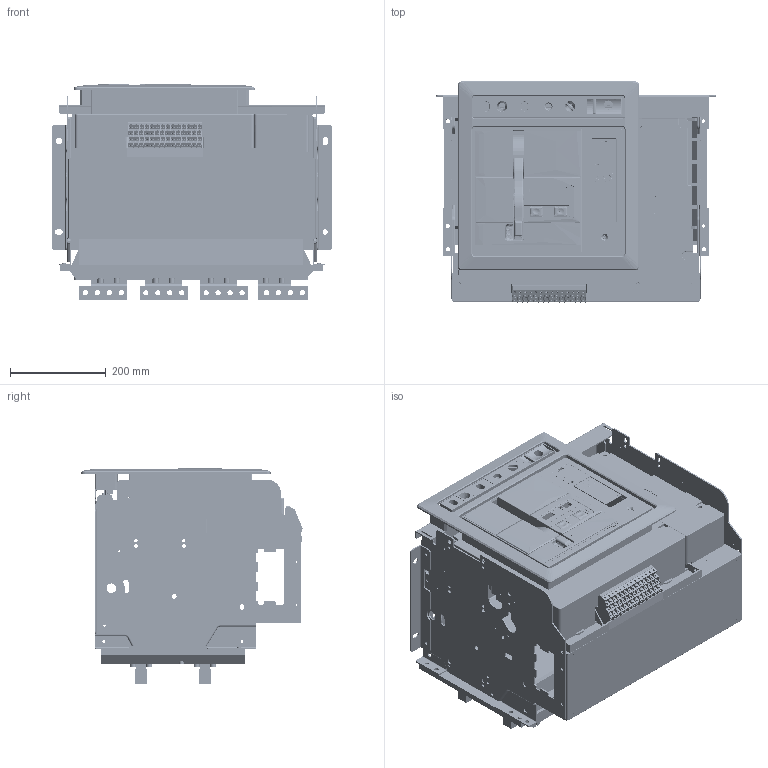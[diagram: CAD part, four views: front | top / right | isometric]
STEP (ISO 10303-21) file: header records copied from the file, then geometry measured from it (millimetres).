
FILE_DESCRIPTION((''),'2;1');
FILE_NAME('NA8-4000_3200A-4000004_ASM','2024-09-06T13:40:49',('zyul'),(''),'CREO PARAMETRIC BY PTC INC, 2020044','CREO PARAMETRIC BY PTC INC, 2020044','');
FILE_SCHEMA(('CONFIG_CONTROL_DESIGN','SHAPE_APPEARANCE_LAYERS_GROUPS'));
Products named in the file (43): 8050A0306127_13_1_1_1_1_2; 8050A0306120_2_1_1_1_1_2_3; 8050A0306121_3_1_1_1_1_2_3; 8300A0304004_9_1_1_1_1_2; 40-4P-DIBAN02_2_1_1_1_1_2; 8ZTD-300-536_96_1_1_1_1_2_3; 8580A0412010_8_1_1_1; 8580A0412011_11_1_1_1; 8580A0412009_11_1_1_1; 8ZTD-060-207_3_1_1_1_1_2; 8ZTD-005-643_2_1_1_1_1_2; 8ZTD-253-779_3_1_1_1_1_2_3; 8ZTD-253-780_3_1_1_1_1_2_3; 8ZTD-253-782_2_1_1_1_1_2_3; 8ZTD-235-048_4_1_1_1_1_2_3; 8ZTD-227-004_2_1_1_1_1_2_3; 8-040-432_26_1_1_1_1_2_3; 8-004-030_98_1_1_1_1_2_3; 8-320-094_19_1_1_1_1_2; 8-860-KZQ_3_1_1_1_1_2; 8ZTD-253-577_5_1_1_1_1_2; 8ZTD-024-837_1_1_1_1_1_2; 8ZTD-557-514_1_1_1_1_1_2; 8ZTD-557-515_1_1_1_1_1_2; 8ZTD-557-516_1_1_1_1_1_2; 8ZTD-557-517_1_1_1_1_1_2; M3_GB6170_1_1_1_1_1_2; M3X8_GB818_1_1_1_1_1_2; 8ZTD-141-185_1_1_1_1_1_2; 8ZTD-141-184_1_1_1_1_1_2; 5ZTD-558-712_ASM_11_ASM_1_ASM_3_ASM; 8ZTD-860-699_1_1_1_1_1_2; 8ZTD-064-136_10_1_1_1_1_2_3; 5ZTD-558-695-4000_ASM_2_ASM_1_2_ASM; NA8-4000-4000-4P-DO_ASM_10_AS_3_ASM; 8ZTD_320_134_1_1_1_1_2; NA8-4000H-4000-D-4P_ASM_1_ASM_3_ASM; NA8-4000H-4000-D-4P_MENKUANG__2_ASM; SP110064_1_1_2_3; NA8-4000-4000-3200-D-4P-HORIZ_2_ASM ...
Assembly tree (97 placements, depth 8):
  NA8-4000_3200A-4000004_ASM
    NA8-4000-4000-3200-D-4P-HORIZ_2_ASM
      NA8-4000H-4000-D-4P_MENKUANG__2_ASM
        NA8-4000H-4000-D-4P_ASM_1_ASM_3_ASM
          NA8-4000-4000-4P-DO_ASM_10_AS_3_ASM
            8050A0306127_13_1_1_1_1_2
            8050A0306120_2_1_1_1_1_2_3
            8050A0306121_3_1_1_1_1_2_3
            8300A0304004_9_1_1_1_1_2
            40-4P-DIBAN02_2_1_1_1_1_2
            8ZTD-300-536_96_1_1_1_1_2_3
            8580A0412010_8_1_1_1  x2
            8580A0412011_11_1_1_1  x4
            8580A0412009_11_1_1_1  x2
            8ZTD-060-207_3_1_1_1_1_2
            8ZTD-005-643_2_1_1_1_1_2
            8ZTD-253-779_3_1_1_1_1_2_3
            8ZTD-253-780_3_1_1_1_1_2_3
            8ZTD-253-782_2_1_1_1_1_2_3
            8ZTD-235-048_4_1_1_1_1_2_3
            8ZTD-227-004_2_1_1_1_1_2_3
            8-040-432_26_1_1_1_1_2_3
            8-004-030_98_1_1_1_1_2_3
            8-320-094_19_1_1_1_1_2
            8-860-KZQ_3_1_1_1_1_2
            8ZTD-253-577_5_1_1_1_1_2
            5ZTD-558-695-4000_ASM_2_ASM_1_2_ASM
              5ZTD-558-712_ASM_11_ASM_1_ASM_3_ASM  x14
                8ZTD-024-837_1_1_1_1_1_2
                8ZTD-557-514_1_1_1_1_1_2
                8ZTD-557-515_1_1_1_1_1_2
                8ZTD-557-516_1_1_1_1_1_2
                8ZTD-557-517_1_1_1_1_1_2
                M3_GB6170_1_1_1_1_1_2
                M3X8_GB818_1_1_1_1_1_2
                8ZTD-141-185_1_1_1_1_1_2
                8ZTD-141-184_1_1_1_1_1_2
              8ZTD-860-699_1_1_1_1_1_2
              8ZTD-064-136_10_1_1_1_1_2_3
          8ZTD_320_134_1_1_1_1_2
      SP110064_1_1_2_3  x32
    PRT0007
    PRT0008
Bounding box: 584 x 462.03 x 449.2 mm (x, y, z)
Volume: 16185071.2 mm3; surface area: 4327702.3 mm2
Topology: 240 solids, 389 shells, 24048 faces, 64669 edges, 42083 vertices
Faces by surface type: plane 16118, cylinder 4681, cone 1426, bspline 996, torus 446, extrusion 251, sphere 130
Entity records: 394376 total; most frequent: CARTESIAN_POINT 104389, ORIENTED_EDGE 50659, DIRECTION 47024, EDGE_CURVE 25460, VECTOR 17996, LINE 17745, VERTEX_POINT 16848, AXIS2_PLACEMENT_3D 14514
